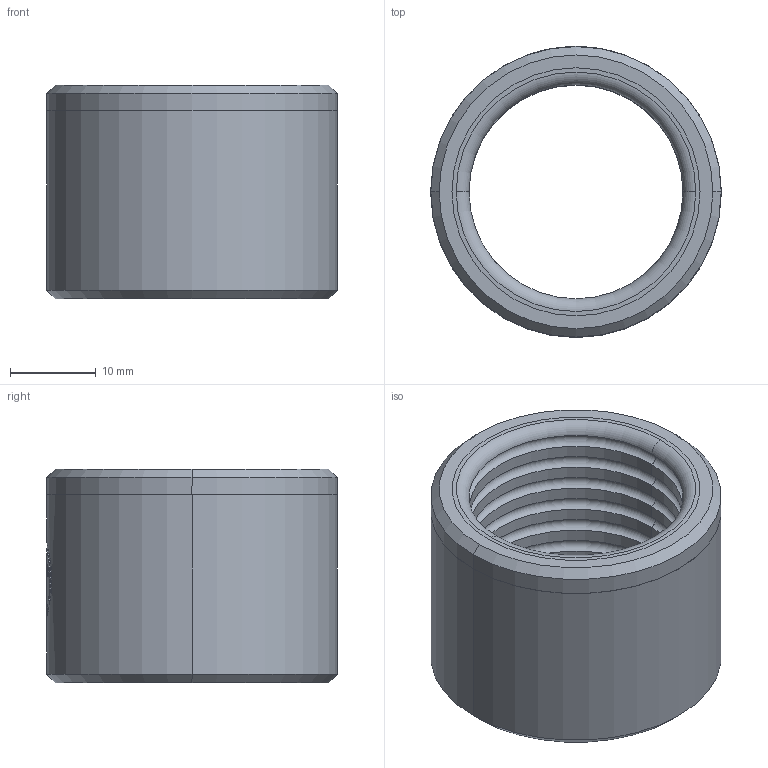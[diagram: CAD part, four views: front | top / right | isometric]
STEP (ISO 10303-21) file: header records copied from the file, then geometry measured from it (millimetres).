
FILE_DESCRIPTION (( 'STEP AP214' ), '1' );
FILE_NAME ('SGCZ-D34-d25-25.STEP', '2021-07-31T06:58:52', ( 'User' ), ( 'china' ), 'SwSTEP 2.0', 'SolidWorks 2016', '' );
FILE_SCHEMA (( 'AUTOMOTIVE_DESIGN' ));
Length unit declared in the file: millimetre
Products named in the file (3): SGCZ-D34-d25-25肣杶; SGCZ-D34-d25-25詩杶; SGCZ-D34-d25-25
Assembly tree (2 placements, depth 2):
  SGCZ-D34-d25-25
    SGCZ-D34-d25-25詩杶
    SGCZ-D34-d25-25肣杶
Bounding box: 34 x 34 x 25 mm (x, y, z)
Volume: 9707.5 mm3; surface area: 10321.8 mm2
Topology: 2 solids, 2 shells, 71 faces, 156 edges, 92 vertices
Faces by surface type: cylinder 34, torus 20, plane 13, cone 4
Entity records: 2332 total; most frequent: CARTESIAN_POINT 648, DIRECTION 364, ORIENTED_EDGE 312, AXIS2_PLACEMENT_3D 156, EDGE_CURVE 156, VERTEX_POINT 92, CIRCLE 80, EDGE_LOOP 78
